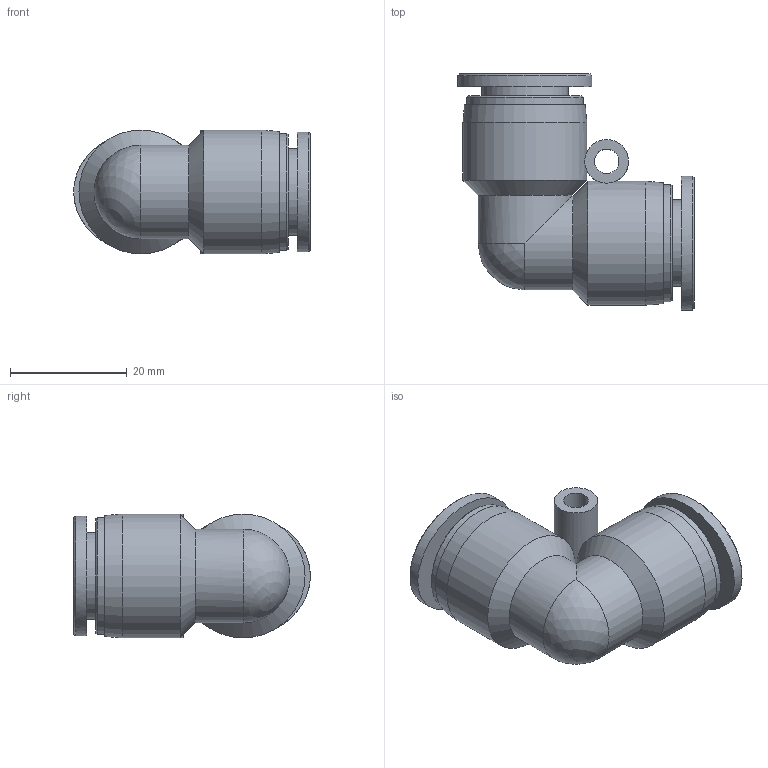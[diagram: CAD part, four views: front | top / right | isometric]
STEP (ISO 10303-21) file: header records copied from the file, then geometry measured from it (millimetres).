
FILE_DESCRIPTION((''),'2;1');
FILE_NAME('PUL 1_2.stp','2016-10-17T15:47:14',('Administrator'),(''),'Autodesk Inventor 2013','Autodesk Inventor 2013','');
FILE_SCHEMA(('CONFIG_CONTROL_DESIGN'));
Length unit declared in the file: millimetre
Products named in the file (3): PUL 1_2; NUL N1_2 BODY; SLEEVE N1_2L
Assembly tree (3 placements, depth 2):
  PUL 1_2
    NUL N1_2 BODY
    SLEEVE N1_2L  x2
Bounding box: 40.5 x 40.49 x 21.2 mm (x, y, z)
Volume: 11289.3 mm3; surface area: 8311.9 mm2
Topology: 3 solids, 3 shells, 41 faces, 78 edges, 47 vertices
Faces by surface type: cylinder 14, plane 14, cone 8, bspline 4, sphere 1
Full cylindrical faces by diameter (mm): 4.2 x1, 7.5 x1, 13 x4, 14.8 x2, 16 x2, 20 x2, 21.2 x2
Entity records: 914 total; most frequent: CARTESIAN_POINT 299, DIRECTION 127, ORIENTED_EDGE 68, AXIS2_PLACEMENT_3D 63, EDGE_LOOP 60, EDGE_CURVE 34, VERTEX_POINT 31, FACE_OUTER_BOUND 30
